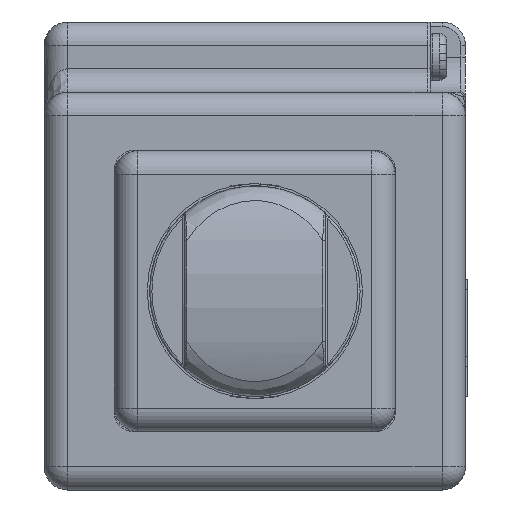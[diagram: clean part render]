
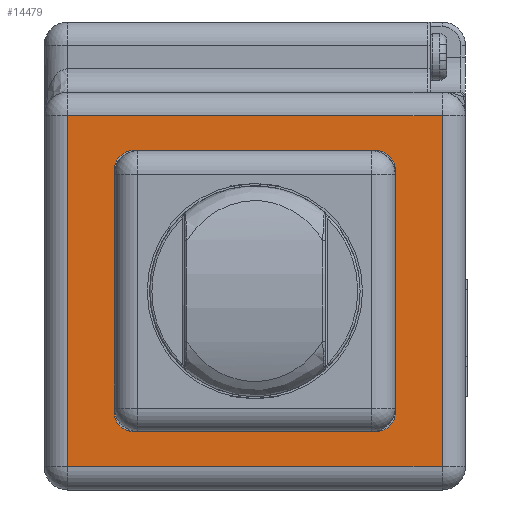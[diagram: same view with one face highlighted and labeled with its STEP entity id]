
A CAD part, front view. The second image highlights one B-rep face of the part: STEP entity #14479.
In plain terms, the highlighted planar face has unit normal (0, -1, 0).
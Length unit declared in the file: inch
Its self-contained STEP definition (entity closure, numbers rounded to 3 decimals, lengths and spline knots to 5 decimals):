
#86=DIRECTION('',(0.,0.,1.));
#87=VECTOR('',#86,0.3937);
#88=CARTESIAN_POINT('',(0.23622,-0.25984,
-0.19685));
#89=LINE('',#88,#87);
#160=DIRECTION('',(0.,0.,-1.));
#161=VECTOR('',#160,0.3937);
#162=CARTESIAN_POINT('',(-0.23622,-0.25984,
0.19685));
#163=LINE('',#162,#161);
#2362=DIRECTION('',(1.,0.,0.));
#2363=VECTOR('',#2362,0.62992);
#2364=CARTESIAN_POINT('',(-0.31496,-0.25984,
-0.29528));
#2365=LINE('',#2364,#2363);
#2370=DIRECTION('',(0.,0.,1.));
#2371=VECTOR('',#2370,0.59055);
#2372=CARTESIAN_POINT('',(0.31496,-0.25984,
-0.29528));
#2373=LINE('',#2372,#2371);
#2374=DIRECTION('',(0.,0.,-1.));
#2375=VECTOR('',#2374,0.59055);
#2376=CARTESIAN_POINT('',(-0.31496,-0.25984,
0.29528));
#2377=LINE('',#2376,#2375);
#2378=DIRECTION('',(1.,0.,0.));
#2379=VECTOR('',#2378,0.3937);
#2380=CARTESIAN_POINT('',(-0.19685,-0.25984,
-0.23622));
#2381=LINE('',#2380,#2379);
#2382=DIRECTION('',(1.,0.,0.));
#2383=VECTOR('',#2382,0.00787);
#2384=CARTESIAN_POINT('',(0.19685,-0.25984,
-0.23622));
#2385=LINE('',#2384,#2383);
#2386=DIRECTION('',(0.,0.,1.));
#2387=VECTOR('',#2386,0.00787);
#2388=CARTESIAN_POINT('',(0.23622,-0.25984,
-0.20472));
#2389=LINE('',#2388,#2387);
#2390=DIRECTION('',(0.,0.,1.));
#2391=VECTOR('',#2390,0.00787);
#2392=CARTESIAN_POINT('',(0.23622,-0.25984,
0.19685));
#2393=LINE('',#2392,#2391);
#2394=DIRECTION('',(-1.,0.,0.));
#2395=VECTOR('',#2394,0.00787);
#2396=CARTESIAN_POINT('',(0.20472,-0.25984,
0.23622));
#2397=LINE('',#2396,#2395);
#2398=DIRECTION('',(-1.,0.,0.));
#2399=VECTOR('',#2398,0.3937);
#2400=CARTESIAN_POINT('',(0.19685,-0.25984,
0.23622));
#2401=LINE('',#2400,#2399);
#2402=DIRECTION('',(-1.,0.,0.));
#2403=VECTOR('',#2402,0.00787);
#2404=CARTESIAN_POINT('',(-0.19685,-0.25984,
0.23622));
#2405=LINE('',#2404,#2403);
#2406=DIRECTION('',(0.,0.,-1.));
#2407=VECTOR('',#2406,0.00787);
#2408=CARTESIAN_POINT('',(-0.23622,-0.25984,
0.20472));
#2409=LINE('',#2408,#2407);
#2410=DIRECTION('',(0.,0.,-1.));
#2411=VECTOR('',#2410,0.00787);
#2412=CARTESIAN_POINT('',(-0.23622,-0.25984,
-0.19685));
#2413=LINE('',#2412,#2411);
#2414=DIRECTION('',(1.,0.,0.));
#2415=VECTOR('',#2414,0.00787);
#2416=CARTESIAN_POINT('',(-0.20472,-0.25984,
-0.23622));
#2417=LINE('',#2416,#2415);
#2422=DIRECTION('',(-1.,0.,0.));
#2423=VECTOR('',#2422,0.62992);
#2424=CARTESIAN_POINT('',(0.31496,-0.25984,
0.29528));
#2425=LINE('',#2424,#2423);
#6236=CARTESIAN_POINT('',(0.20472,-0.25984,
-0.20472));
#6237=DIRECTION('',(0.,1.,0.));
#6238=DIRECTION('',(1.,0.,0.));
#6239=AXIS2_PLACEMENT_3D('',#6236,#6237,#6238);
#6249=CARTESIAN_POINT('',(0.20472,-0.25984,
0.20472));
#6250=DIRECTION('',(0.,1.,0.));
#6251=DIRECTION('',(0.,0.,1.));
#6252=AXIS2_PLACEMENT_3D('',#6249,#6250,#6251);
#6288=CARTESIAN_POINT('',(-0.20472,-0.25984,
0.20472));
#6289=DIRECTION('',(0.,1.,0.));
#6290=DIRECTION('',(-1.,0.,0.));
#6291=AXIS2_PLACEMENT_3D('',#6288,#6289,#6290);
#6322=CARTESIAN_POINT('',(-0.20472,-0.25984,
-0.20472));
#6323=DIRECTION('',(0.,1.,0.));
#6324=DIRECTION('',(0.,0.,-1.));
#6325=AXIS2_PLACEMENT_3D('',#6322,#6323,#6324);
#9477=CARTESIAN_POINT('',(-0.31496,-0.25984,
0.29528));
#9478=CARTESIAN_POINT('',(-0.31496,-0.25984,
-0.29528));
#9479=VERTEX_POINT('',#9477);
#9480=VERTEX_POINT('',#9478);
#9562=CARTESIAN_POINT('',(-0.23622,-0.25984,
0.20472));
#9563=VERTEX_POINT('',#9562);
#9564=CARTESIAN_POINT('',(-0.20472,-0.25984,
0.23622));
#9565=VERTEX_POINT('',#9564);
#9570=CARTESIAN_POINT('',(-0.20472,-0.25984,
-0.23622));
#9571=VERTEX_POINT('',#9570);
#9572=CARTESIAN_POINT('',(-0.23622,-0.25984,
-0.20472));
#9573=VERTEX_POINT('',#9572);
#9716=CARTESIAN_POINT('',(-0.23622,-0.25984,
0.19685));
#9717=CARTESIAN_POINT('',(-0.23622,-0.25984,
-0.19685));
#9718=VERTEX_POINT('',#9716);
#9719=VERTEX_POINT('',#9717);
#9720=CARTESIAN_POINT('',(-0.19685,-0.25984,
0.23622));
#9722=VERTEX_POINT('',#9720);
#9728=CARTESIAN_POINT('',(-0.19685,-0.25984,
-0.23622));
#9730=VERTEX_POINT('',#9728);
#9770=CARTESIAN_POINT('',(0.31496,-0.25984,
-0.29528));
#9771=CARTESIAN_POINT('',(0.31496,-0.25984,
0.29528));
#9772=VERTEX_POINT('',#9770);
#9773=VERTEX_POINT('',#9771);
#10027=CARTESIAN_POINT('',(0.23622,-0.25984,
-0.20472));
#10028=VERTEX_POINT('',#10027);
#10029=CARTESIAN_POINT('',(0.20472,-0.25984,
-0.23622));
#10030=VERTEX_POINT('',#10029);
#10033=CARTESIAN_POINT('',(0.20472,-0.25984,
0.23622));
#10034=VERTEX_POINT('',#10033);
#10035=CARTESIAN_POINT('',(0.23622,-0.25984,
0.20472));
#10036=VERTEX_POINT('',#10035);
#10815=CARTESIAN_POINT('',(0.23622,-0.25984,
-0.19685));
#10816=CARTESIAN_POINT('',(0.23622,-0.25984,
0.19685));
#10817=VERTEX_POINT('',#10815);
#10818=VERTEX_POINT('',#10816);
#10819=CARTESIAN_POINT('',(0.19685,-0.25984,
0.23622));
#10821=VERTEX_POINT('',#10819);
#10825=CARTESIAN_POINT('',(0.19685,-0.25984,
-0.23622));
#10827=VERTEX_POINT('',#10825);
#14435=CARTESIAN_POINT('',(0.,-0.25984,-0.33465));
#14436=DIRECTION('',(0.,-1.,0.));
#14437=DIRECTION('',(1.,0.,0.));
#14438=AXIS2_PLACEMENT_3D('',#14435,#14436,#14437);
#14439=PLANE('',#14438);
#14441=ORIENTED_EDGE('',*,*,#14440,.F.);
#14443=ORIENTED_EDGE('',*,*,#14442,.F.);
#14444=ORIENTED_EDGE('',*,*,#14425,.F.);
#14446=ORIENTED_EDGE('',*,*,#14445,.F.);
#14447=EDGE_LOOP('',(#14441,#14443,#14444,#14446));
#14448=FACE_OUTER_BOUND('',#14447,.F.);
#14449=ORIENTED_EDGE('',*,*,#11792,.T.);
#14451=ORIENTED_EDGE('',*,*,#14450,.T.);
#14453=ORIENTED_EDGE('',*,*,#14452,.F.);
#14455=ORIENTED_EDGE('',*,*,#14454,.T.);
#14456=ORIENTED_EDGE('',*,*,#11752,.T.);
#14458=ORIENTED_EDGE('',*,*,#14457,.T.);
#14460=ORIENTED_EDGE('',*,*,#14459,.F.);
#14462=ORIENTED_EDGE('',*,*,#14461,.T.);
#14463=ORIENTED_EDGE('',*,*,#11716,.T.);
#14465=ORIENTED_EDGE('',*,*,#14464,.T.);
#14467=ORIENTED_EDGE('',*,*,#14466,.F.);
#14469=ORIENTED_EDGE('',*,*,#14468,.T.);
#14470=ORIENTED_EDGE('',*,*,#11825,.T.);
#14472=ORIENTED_EDGE('',*,*,#14471,.T.);
#14474=ORIENTED_EDGE('',*,*,#14473,.F.);
#14476=ORIENTED_EDGE('',*,*,#14475,.T.);
#14477=EDGE_LOOP('',(#14449,#14451,#14453,#14455,#14456,#14458,#14460,#14462,
#14463,#14465,#14467,#14469,#14470,#14472,#14474,#14476));
#14478=FACE_BOUND('',#14477,.F.);
#14479=ADVANCED_FACE('',(#14448,#14478),#14439,.T.);
#6240=CIRCLE('',#6239,0.0315);
#6253=CIRCLE('',#6252,0.0315);
#6292=CIRCLE('',#6291,0.0315);
#6326=CIRCLE('',#6325,0.0315);
#11716=EDGE_CURVE('',#10821,#9722,#2401,.T.);
#11752=EDGE_CURVE('',#10817,#10818,#89,.T.);
#11792=EDGE_CURVE('',#9730,#10827,#2381,.T.);
#11825=EDGE_CURVE('',#9718,#9719,#163,.T.);
#14425=EDGE_CURVE('',#9480,#9772,#2365,.T.);
#14440=EDGE_CURVE('',#9773,#9479,#2425,.T.);
#14442=EDGE_CURVE('',#9772,#9773,#2373,.T.);
#14445=EDGE_CURVE('',#9479,#9480,#2377,.T.);
#14450=EDGE_CURVE('',#10827,#10030,#2385,.T.);
#14452=EDGE_CURVE('',#10028,#10030,#6240,.T.);
#14454=EDGE_CURVE('',#10028,#10817,#2389,.T.);
#14457=EDGE_CURVE('',#10818,#10036,#2393,.T.);
#14459=EDGE_CURVE('',#10034,#10036,#6253,.T.);
#14461=EDGE_CURVE('',#10034,#10821,#2397,.T.);
#14464=EDGE_CURVE('',#9722,#9565,#2405,.T.);
#14466=EDGE_CURVE('',#9563,#9565,#6292,.T.);
#14468=EDGE_CURVE('',#9563,#9718,#2409,.T.);
#14471=EDGE_CURVE('',#9719,#9573,#2413,.T.);
#14473=EDGE_CURVE('',#9571,#9573,#6326,.T.);
#14475=EDGE_CURVE('',#9571,#9730,#2417,.T.);
